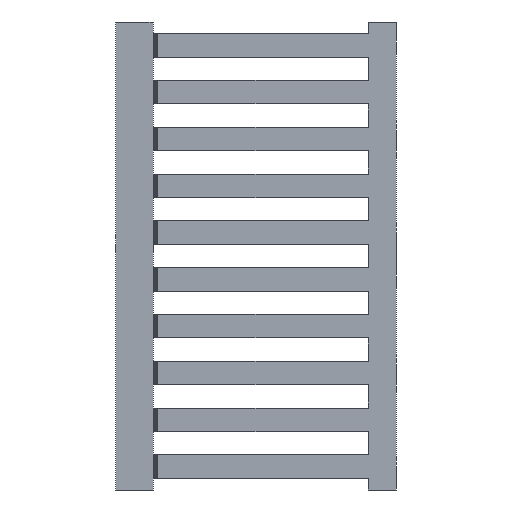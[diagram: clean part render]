
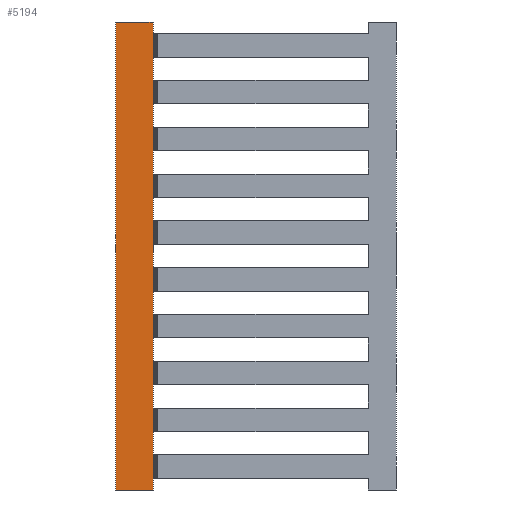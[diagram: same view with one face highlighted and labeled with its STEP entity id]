
A CAD part, left-side view. The second image highlights one B-rep face of the part: STEP entity #5194.
In plain terms, the highlighted planar face has unit normal (-1, 0, 0).
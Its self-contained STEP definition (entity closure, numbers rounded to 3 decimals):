
#8 = LINE ( 'NONE', #6999, #4812 ) ;
#186 = EDGE_CURVE ( 'NONE', #3417, #7861, #2274, .T. ) ;
#351 = DIRECTION ( 'NONE',  ( 0., 0., 1. ) ) ;
#424 = ORIENTED_EDGE ( 'NONE', *, *, #4622, .T. ) ;
#1037 = DIRECTION ( 'NONE',  ( 0., 1., 0. ) ) ;
#1213 = DIRECTION ( 'NONE',  ( 0., 0., 1. ) ) ;
#1553 = EDGE_LOOP ( 'NONE', ( #3230, #7352, #424, #2119 ) ) ;
#1768 = DIRECTION ( 'NONE',  ( 0., -1., 0. ) ) ;
#2119 = ORIENTED_EDGE ( 'NONE', *, *, #186, .T. ) ;
#2274 = LINE ( 'NONE', #5435, #5578 ) ;
#2432 = CARTESIAN_POINT ( 'NONE',  ( -20., 52., -100. ) ) ;
#2484 = EDGE_CURVE ( 'NONE', #4854, #5818, #7072, .T. ) ;
#2910 = FACE_OUTER_BOUND ( 'NONE', #1553, .T. ) ;
#3039 = EDGE_CURVE ( 'NONE', #5818, #7861, #4165, .T. ) ;
#3230 = ORIENTED_EDGE ( 'NONE', *, *, #3039, .F. ) ;
#3417 = VERTEX_POINT ( 'NONE', #2432 ) ;
#3444 = CARTESIAN_POINT ( 'NONE',  ( -20., 60., -100. ) ) ;
#4122 = CARTESIAN_POINT ( 'NONE',  ( -20., 60., -100. ) ) ;
#4165 = LINE ( 'NONE', #7339, #4272 ) ;
#4272 = VECTOR ( 'NONE', #1768, 1000. ) ;
#4301 = AXIS2_PLACEMENT_3D ( 'NONE', #4122, #6493, #1037 ) ;
#4622 = EDGE_CURVE ( 'NONE', #4854, #3417, #8, .T. ) ;
#4633 = CARTESIAN_POINT ( 'NONE',  ( -20., 60., 0. ) ) ;
#4812 = VECTOR ( 'NONE', #5006, 1000. ) ;
#4854 = VERTEX_POINT ( 'NONE', #6515 ) ;
#5006 = DIRECTION ( 'NONE',  ( 0., -1., 0. ) ) ;
#5194 = ADVANCED_FACE ( 'NONE', ( #2910 ), #7185, .T. ) ;
#5435 = CARTESIAN_POINT ( 'NONE',  ( -20., 52., -100. ) ) ;
#5578 = VECTOR ( 'NONE', #1213, 1000. ) ;
#5818 = VERTEX_POINT ( 'NONE', #4633 ) ;
#6454 = CARTESIAN_POINT ( 'NONE',  ( -20., 52., 0. ) ) ;
#6493 = DIRECTION ( 'NONE',  ( -1., 0., 0. ) ) ;
#6515 = CARTESIAN_POINT ( 'NONE',  ( -20., 60., -100. ) ) ;
#6999 = CARTESIAN_POINT ( 'NONE',  ( -20., 60., -100. ) ) ;
#7072 = LINE ( 'NONE', #3444, #7766 ) ;
#7185 = PLANE ( 'NONE',  #4301 ) ;
#7339 = CARTESIAN_POINT ( 'NONE',  ( -20., 60., 0. ) ) ;
#7352 = ORIENTED_EDGE ( 'NONE', *, *, #2484, .F. ) ;
#7766 = VECTOR ( 'NONE', #351, 1000. ) ;
#7861 = VERTEX_POINT ( 'NONE', #6454 ) ;
